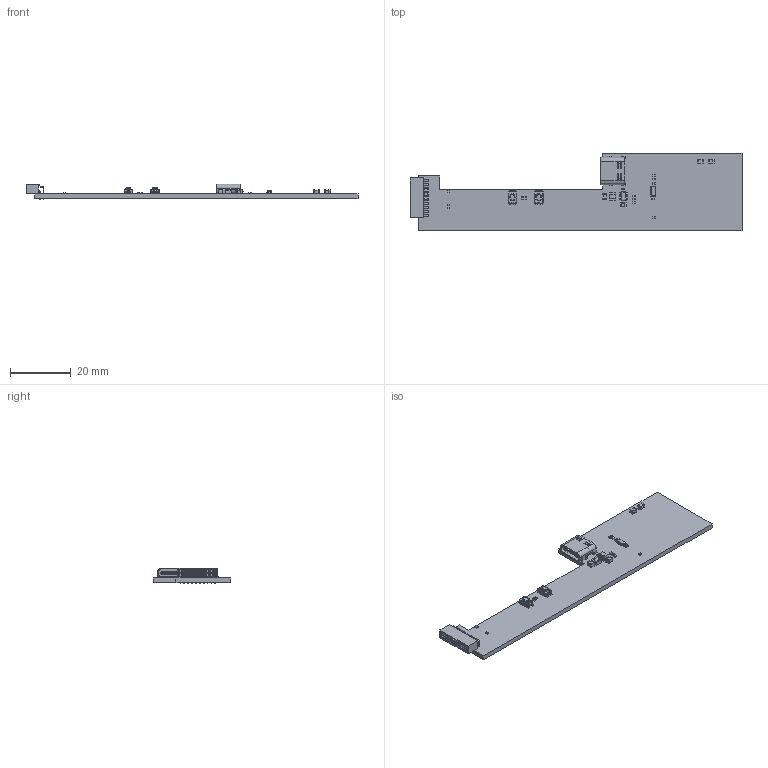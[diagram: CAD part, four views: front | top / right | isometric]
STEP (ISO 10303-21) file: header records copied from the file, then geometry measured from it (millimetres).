
FILE_DESCRIPTION(('KiCad electronic assembly'),'2;1');
FILE_NAME('Receiver-A2.step','2025-01-06T14:48:08',('Pcbnew'),('Kicad'), 'Open CASCADE STEP processor 7.6','KiCad to STEP converter','Unknown' );
FILE_SCHEMA(('AUTOMOTIVE_DESIGN { 1 0 10303 214 1 1 1 1 }'));
Length unit declared in the file: millimetre
Products named in the file (20): Receiver-A2 1; C_0402_1005Metric; C_0805_2012Metric; L_1008_2520Metric; R_0402_1005Metric; SOT-23-6; SOT_23_6; 1054500101; KMR221GULCLFS; 1; PinSocket_2x10_P1.27mm_Horizontal; PinSocket_2x10_P127mm_Horizontal; Crystal_SMD_3215-2Pin_3.2x1.5mm; Receiver_PCB
Assembly tree (34 placements, depth 3):
  Receiver-A2 1
    C_0402_1005Metric  x5
      C_0402_1005Metric
    C_0805_2012Metric  x4
      C_0805_2012Metric
    L_1008_2520Metric
      L_1008_2520Metric
    R_0402_1005Metric  x8
      R_0402_1005Metric
    SOT-23-6
      SOT_23_6
    1054500101
      1054500101
    KMR221GULCLFS  x2
      1
    PinSocket_2x10_P1.27mm_Horizontal
      PinSocket_2x10_P127mm_Horizontal
    Crystal_SMD_3215-2Pin_3.2x1.5mm
      Crystal_SMD_3215-2Pin_3.2x1.5mm
    Receiver_PCB
Bounding box: 108.93 x 25.5 x 5.2 mm (x, y, z)
Volume: 3568.6 mm3; surface area: 5750.8 mm2
Topology: 25 solids, 25 shells, 2676 faces, 7259 edges, 4860 vertices
Faces by surface type: plane 1886, cylinder 638, bspline 70, torus 62, cone 16, sphere 4
Full cylindrical faces by diameter (mm): 0.6 x4, 0.65 x22
Entity records: 69058 total; most frequent: CARTESIAN_POINT 12136, ORIENTED_EDGE 10216, DIRECTION 9835, EDGE_CURVE 5108, LINE 4215, VECTOR 4215, VERTEX_POINT 3288, AXIS2_PLACEMENT_3D 2810
